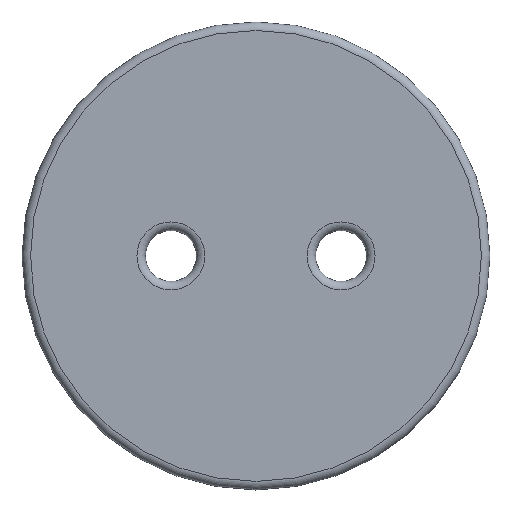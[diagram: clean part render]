
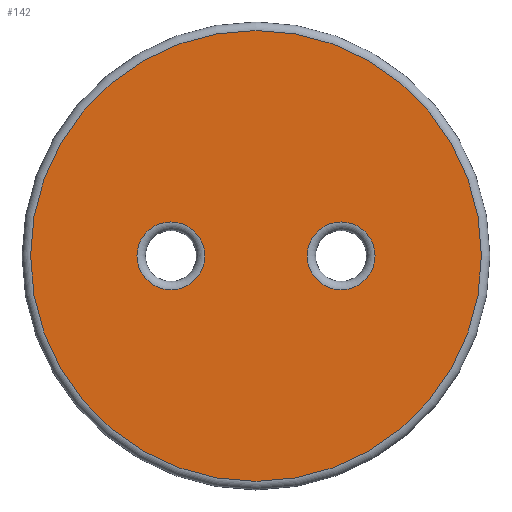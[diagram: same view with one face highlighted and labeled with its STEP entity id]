
A CAD part, top view. The second image highlights one B-rep face of the part: STEP entity #142.
In plain terms, the highlighted planar face has unit normal (0, 0, 1).
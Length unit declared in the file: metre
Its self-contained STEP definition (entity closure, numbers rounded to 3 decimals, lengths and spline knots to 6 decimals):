
#26=PLANE('',#172);
#34=ORIENTED_EDGE('',*,*,#58,.T.);
#35=ORIENTED_EDGE('',*,*,#59,.T.);
#36=ORIENTED_EDGE('',*,*,#60,.T.);
#58=EDGE_CURVE('',#70,#70,#82,.F.);
#59=EDGE_CURVE('',#71,#71,#83,.F.);
#60=EDGE_CURVE('',#72,#72,#84,.T.);
#70=VERTEX_POINT('',#252);
#71=VERTEX_POINT('',#254);
#72=VERTEX_POINT('',#256);
#82=CIRCLE('',#173,0.004);
#83=CIRCLE('',#174,0.004);
#84=CIRCLE('',#175,0.0265);
#94=EDGE_LOOP('',(#34));
#95=EDGE_LOOP('',(#35));
#96=EDGE_LOOP('',(#36));
#118=FACE_BOUND('',#94,.T.);
#119=FACE_BOUND('',#95,.T.);
#120=FACE_BOUND('',#96,.T.);
#142=ADVANCED_FACE('',(#118,#119,#120),#26,.T.);
#172=AXIS2_PLACEMENT_3D('',#250,#206,#207);
#173=AXIS2_PLACEMENT_3D('',#251,#208,#209);
#174=AXIS2_PLACEMENT_3D('',#253,#210,#211);
#175=AXIS2_PLACEMENT_3D('',#255,#212,#213);
#206=DIRECTION('',(0.,0.,1.));
#207=DIRECTION('',(1.,0.,0.));
#208=DIRECTION('',(0.,0.,1.));
#209=DIRECTION('',(1.,0.,0.));
#210=DIRECTION('',(0.,0.,1.));
#211=DIRECTION('',(1.,0.,0.));
#212=DIRECTION('',(0.,0.,1.));
#213=DIRECTION('',(1.,0.,0.));
#250=CARTESIAN_POINT('',(0.,0.,0.01));
#251=CARTESIAN_POINT('',(-0.01,0.,0.01));
#252=CARTESIAN_POINT('',(-0.006,0.,0.01));
#253=CARTESIAN_POINT('',(0.01,0.,0.01));
#254=CARTESIAN_POINT('',(0.014,0.,0.01));
#255=CARTESIAN_POINT('',(0.,0.,0.01));
#256=CARTESIAN_POINT('',(0.0265,0.,0.01));
